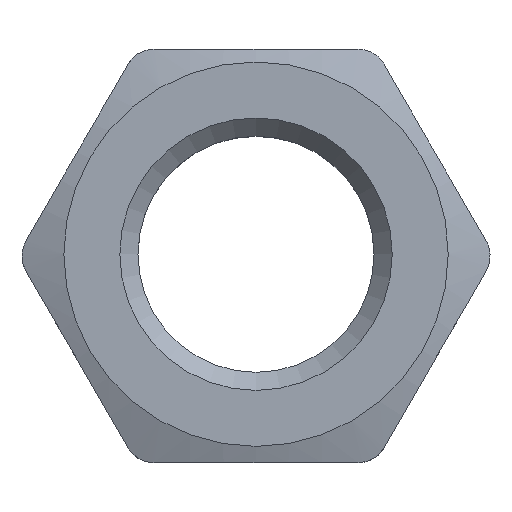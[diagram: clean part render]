
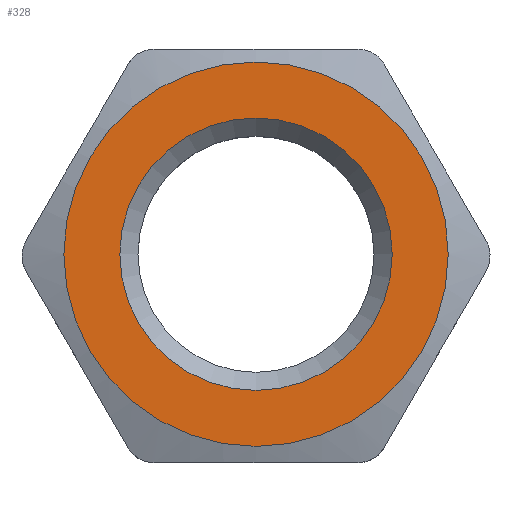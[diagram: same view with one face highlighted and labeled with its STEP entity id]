
A CAD part, top view. The second image highlights one B-rep face of the part: STEP entity #328.
In plain terms, the highlighted planar face has unit normal (0, 0, 1).
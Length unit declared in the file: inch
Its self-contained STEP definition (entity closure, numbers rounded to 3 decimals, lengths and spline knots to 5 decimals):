
#68=PLANE($,#355);
#86=FACE_BOUND($,#117,.T.);
#93=FACE_OUTER_BOUND($,#116,.T.);
#116=EDGE_LOOP($,(#232));
#117=EDGE_LOOP($,(#233));
#138=CIRCLE($,#354,0.225);
#139=CIRCLE($,#356,0.3175);
#144=VERTEX_POINT($,#454);
#145=VERTEX_POINT($,#457);
#180=EDGE_CURVE($,#144,#144,#138,.T.);
#181=EDGE_CURVE($,#145,#145,#139,.T.);
#232=ORIENTED_EDGE($,*,*,#181,.T.);
#233=ORIENTED_EDGE($,*,*,#180,.F.);
#328=ADVANCED_FACE($,(#93,#86),#68,.F.);
#354=AXIS2_PLACEMENT_3D($,#455,#391,#392);
#355=AXIS2_PLACEMENT_3D($,#456,#393,#394);
#356=AXIS2_PLACEMENT_3D($,#458,#395,#396);
#391=DIRECTION('center_axis',(0.,0.,1.));
#392=DIRECTION('ref_axis',(-1.,0.,0.));
#393=DIRECTION('center_axis',(0.,0.,-1.));
#394=DIRECTION('ref_axis',(-1.,0.,0.));
#395=DIRECTION('center_axis',(0.,0.,1.));
#396=DIRECTION('ref_axis',(1.,0.,0.));
#454=CARTESIAN_POINT('',(0.225,0.,0.25));
#455=CARTESIAN_POINT('Origin',(0.,0.,0.25));
#456=CARTESIAN_POINT('Origin',(-0.19717,0.33875,0.25));
#457=CARTESIAN_POINT('',(-0.3175,0.,0.25));
#458=CARTESIAN_POINT('Origin',(0.,0.,0.25));
